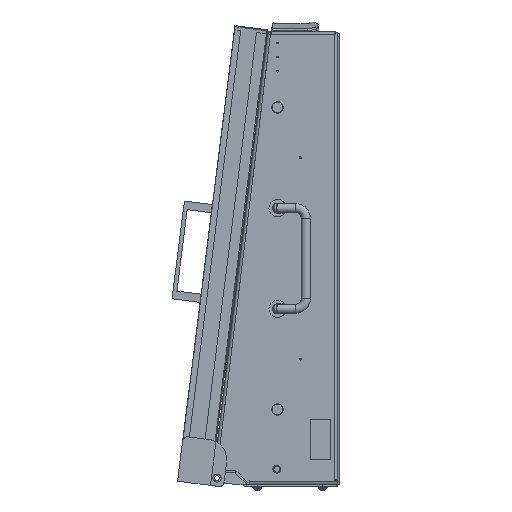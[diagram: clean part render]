
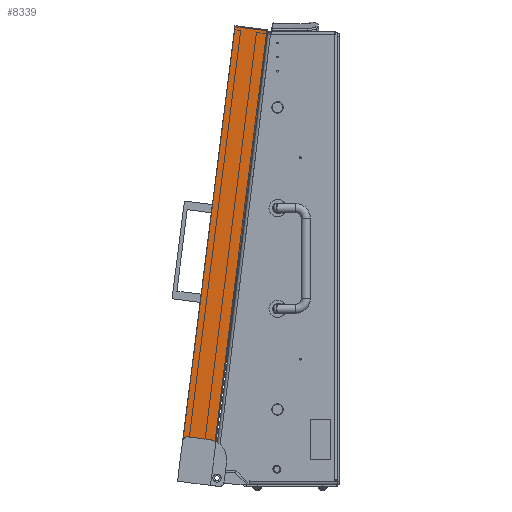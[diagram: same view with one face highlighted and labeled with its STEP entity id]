
A CAD part, left-side view. The second image highlights one B-rep face of the part: STEP entity #8339.
In plain terms, the highlighted planar face has unit normal (-1, 0, 0).
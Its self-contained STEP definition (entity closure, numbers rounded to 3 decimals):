
#1282 = CARTESIAN_POINT ( 'NONE',  ( -277.5, 0., -184.265 ) ) ;
#4041 = DIRECTION ( 'NONE',  ( 0., 0., 1. ) ) ;
#4394 = VECTOR ( 'NONE', #49454, 1000. ) ;
#4415 = CARTESIAN_POINT ( 'NONE',  ( -277.5, 33., -228. ) ) ;
#4874 = DIRECTION ( 'NONE',  ( 1., 0., 0. ) ) ;
#6226 = CIRCLE ( 'NONE', #22944, 20. ) ;
#6285 = ORIENTED_EDGE ( 'NONE', *, *, #56103, .T. ) ;
#8131 = PLANE ( 'NONE',  #39337 ) ;
#8339 = ADVANCED_FACE ( 'NONE', ( #9218 ), #8131, .F. ) ;
#9218 = FACE_OUTER_BOUND ( 'NONE', #44658, .T. ) ;
#9827 = CARTESIAN_POINT ( 'NONE',  ( -277.5, 33., -183. ) ) ;
#11924 = VERTEX_POINT ( 'NONE', #69752 ) ;
#12430 = LINE ( 'NONE', #64019, #44614 ) ;
#13936 = VERTEX_POINT ( 'NONE', #72359 ) ;
#14805 = LINE ( 'NONE', #19339, #52575 ) ;
#17540 = DIRECTION ( 'NONE',  ( -1., 0., 0. ) ) ;
#19339 = CARTESIAN_POINT ( 'NONE',  ( -277.5, 33., 228. ) ) ;
#21427 = LINE ( 'NONE', #9827, #4394 ) ;
#22944 = AXIS2_PLACEMENT_3D ( 'NONE', #51561, #17540, #69154 ) ;
#28870 = ORIENTED_EDGE ( 'NONE', *, *, #44884, .F. ) ;
#33305 = ORIENTED_EDGE ( 'NONE', *, *, #60248, .F. ) ;
#34064 = DIRECTION ( 'NONE',  ( 0., 0., -1. ) ) ;
#34167 = VERTEX_POINT ( 'NONE', #1282 ) ;
#34917 = DIRECTION ( 'NONE',  ( 0., 0., 1. ) ) ;
#35998 = EDGE_CURVE ( 'NONE', #11924, #73343, #64557, .T. ) ;
#37639 = EDGE_CURVE ( 'NONE', #54992, #57749, #14805, .T. ) ;
#39337 = AXIS2_PLACEMENT_3D ( 'NONE', #54830, #47763, #70940 ) ;
#44614 = VECTOR ( 'NONE', #34917, 1000. ) ;
#44658 = EDGE_LOOP ( 'NONE', ( #65104, #6285, #47333, #33305, #50138, #28870 ) ) ;
#44884 = EDGE_CURVE ( 'NONE', #13936, #73343, #21427, .T. ) ;
#47333 = ORIENTED_EDGE ( 'NONE', *, *, #37639, .F. ) ;
#47763 = DIRECTION ( 'NONE',  ( 1., 0., 0. ) ) ;
#49454 = DIRECTION ( 'NONE',  ( 0., 1., 0. ) ) ;
#49777 = VECTOR ( 'NONE', #4041, 1000. ) ;
#50138 = ORIENTED_EDGE ( 'NONE', *, *, #35998, .T. ) ;
#51561 = CARTESIAN_POINT ( 'NONE',  ( -277.5, 7., -203. ) ) ;
#52575 = VECTOR ( 'NONE', #53719, 1000. ) ;
#52999 = EDGE_CURVE ( 'NONE', #34167, #13936, #6226, .T. ) ;
#53501 = CARTESIAN_POINT ( 'NONE',  ( -277.5, 33., 228. ) ) ;
#53719 = DIRECTION ( 'NONE',  ( 0., -1., 0. ) ) ;
#54830 = CARTESIAN_POINT ( 'NONE',  ( -277.5, 33., -228. ) ) ;
#54992 = VERTEX_POINT ( 'NONE', #53501 ) ;
#55337 = CARTESIAN_POINT ( 'NONE',  ( -277.5, 28., -188. ) ) ;
#55617 = LINE ( 'NONE', #4415, #49777 ) ;
#56103 = EDGE_CURVE ( 'NONE', #34167, #57749, #12430, .T. ) ;
#57749 = VERTEX_POINT ( 'NONE', #62082 ) ;
#60248 = EDGE_CURVE ( 'NONE', #11924, #54992, #55617, .T. ) ;
#62082 = CARTESIAN_POINT ( 'NONE',  ( -277.5, 0., 228. ) ) ;
#64019 = CARTESIAN_POINT ( 'NONE',  ( -277.5, 0., -228. ) ) ;
#64557 = CIRCLE ( 'NONE', #71688, 5. ) ;
#65104 = ORIENTED_EDGE ( 'NONE', *, *, #52999, .F. ) ;
#69154 = DIRECTION ( 'NONE',  ( 0., 0., -1. ) ) ;
#69752 = CARTESIAN_POINT ( 'NONE',  ( -277.5, 33., -188. ) ) ;
#70940 = DIRECTION ( 'NONE',  ( 0., 0., -1. ) ) ;
#71688 = AXIS2_PLACEMENT_3D ( 'NONE', #55337, #4874, #34064 ) ;
#71789 = CARTESIAN_POINT ( 'NONE',  ( -277.5, 28., -183. ) ) ;
#72359 = CARTESIAN_POINT ( 'NONE',  ( -277.5, 7., -183. ) ) ;
#73343 = VERTEX_POINT ( 'NONE', #71789 ) ;
